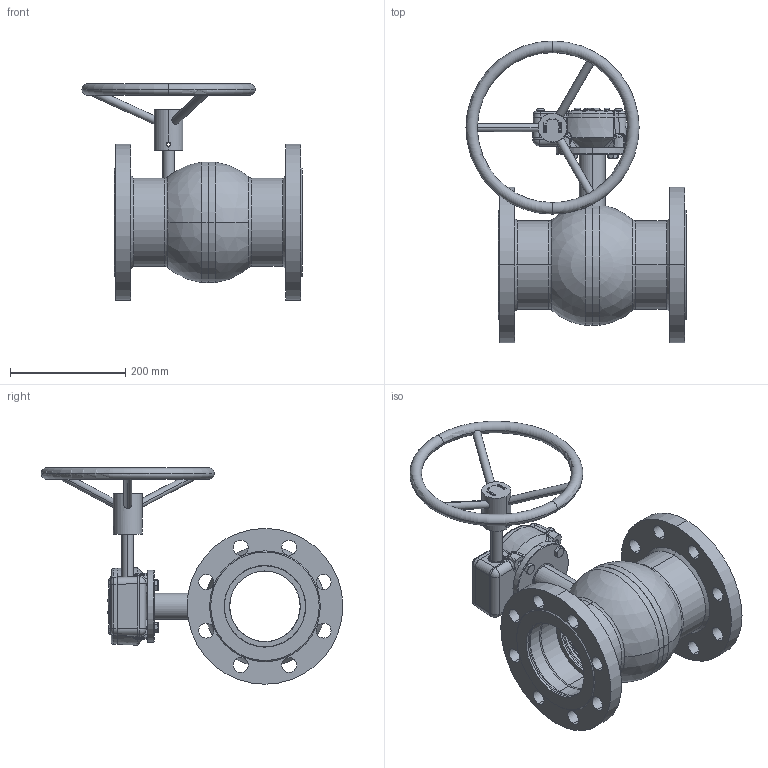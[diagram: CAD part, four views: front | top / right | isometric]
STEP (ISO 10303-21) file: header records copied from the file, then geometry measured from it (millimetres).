
FILE_DESCRIPTION (( 'STEP AP214' ), '1' );
FILE_NAME ('8600425125 480.step', '2025-05-29T08:20:53', ( '' ), ( '' ), 'SwSTEP 2.0', 'SolidWorks 2023', '' );
FILE_SCHEMA (( 'AUTOMOTIVE_DESIGN' ));
Length unit declared in the file: millimetre
Products named in the file (1): 8600425125 480
Bounding box: 381.27 x 522.78 x 375 mm (x, y, z)
Surface area: 753312.2 mm2 (no closed solid volume)
Topology: 0 solids, 33 shells, 676 faces, 1932 edges, 1265 vertices
Faces by surface type: plane 229, cylinder 160, bspline 113, cone 109, torus 48, sphere 17
Entity records: 37371 total; most frequent: CARTESIAN_POINT 20928, ORIENTED_EDGE 3366, DIRECTION 3207, EDGE_CURVE 1930, VERTEX_POINT 1265, AXIS2_PLACEMENT_3D 1249, EDGE_LOOP 788, LINE 709
